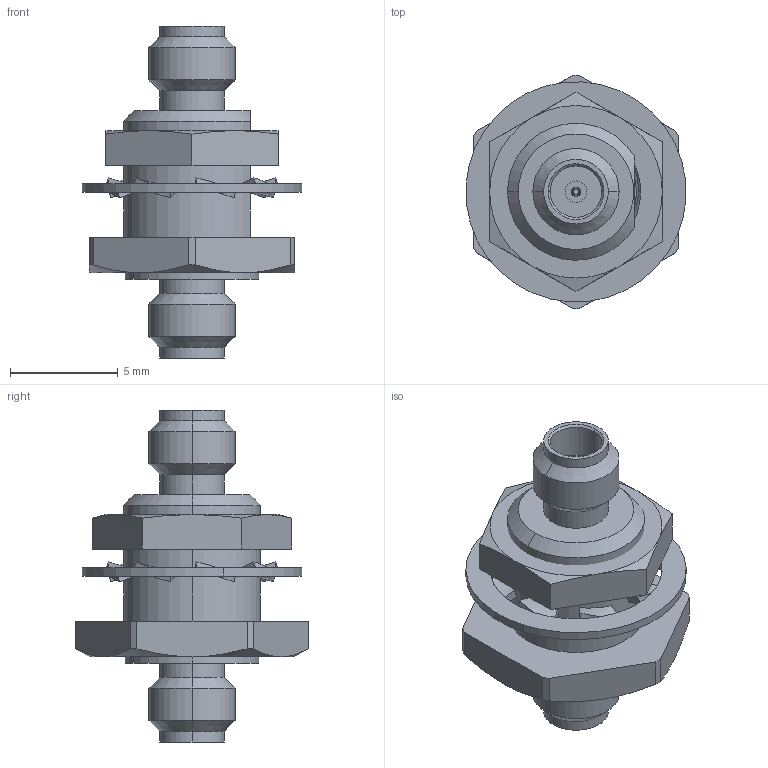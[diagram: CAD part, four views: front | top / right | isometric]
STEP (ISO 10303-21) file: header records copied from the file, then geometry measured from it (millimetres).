
FILE_DESCRIPTION (( 'STEP AP203' ), '1' );
FILE_NAME ('CT-1F1F-B-LN1.STEP', '2022-06-30T18:12:22', ( '' ), ( '' ), 'SwSTEP 2.0', 'SolidWorks 2021', '' );
FILE_SCHEMA (( 'CONFIG_CONTROL_DESIGN' ));
Length unit declared in the file: inch
Products named in the file (1): CT-1F1F-B-LN1
Bounding box: 10.2 x 10.8 x 15.39 mm (x, y, z)
Volume: 433.4 mm3; surface area: 732.4 mm2
Topology: 3 solids, 3 shells, 235 faces, 584 edges, 365 vertices
Faces by surface type: plane 70, cylinder 59, bspline 58, cone 48
Entity records: 13669 total; most frequent: CARTESIAN_POINT 8677, ORIENTED_EDGE 1168, DIRECTION 789, EDGE_CURVE 584, VERTEX_POINT 365, AXIS2_PLACEMENT_3D 323, B_SPLINE_CURVE_WITH_KNOTS 279, EDGE_LOOP 249
